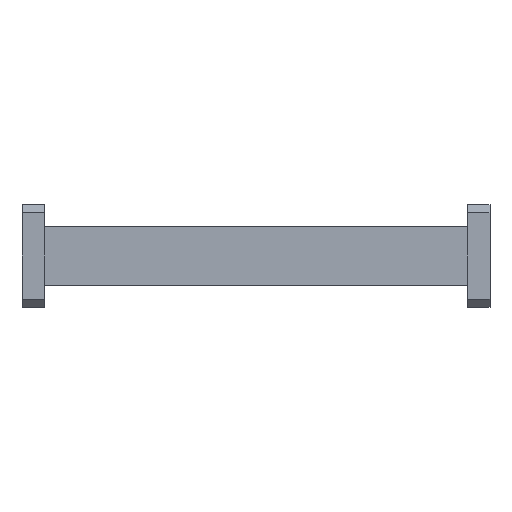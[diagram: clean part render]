
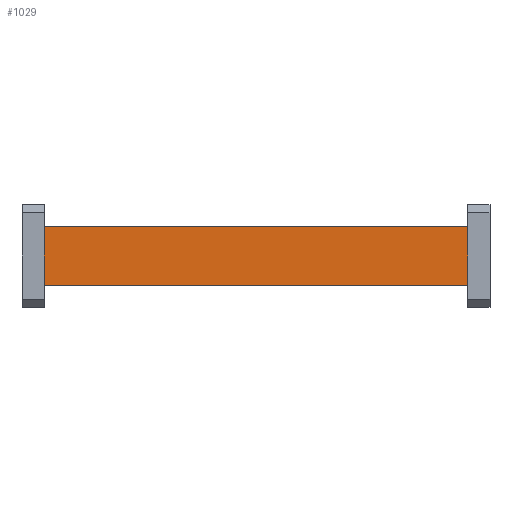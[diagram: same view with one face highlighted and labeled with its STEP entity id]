
A CAD part, front view. The second image highlights one B-rep face of the part: STEP entity #1029.
In plain terms, the highlighted planar face has unit normal (0, -1, 0).
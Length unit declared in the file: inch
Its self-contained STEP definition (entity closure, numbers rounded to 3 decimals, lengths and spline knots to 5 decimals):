
#34 = VERTEX_POINT ( 'NONE', #959 ) ;
#72 = LINE ( 'NONE', #444, #1555 ) ;
#111 = VERTEX_POINT ( 'NONE', #1414 ) ;
#186 = EDGE_CURVE ( 'NONE', #111, #1300, #1056, .T. ) ;
#244 = DIRECTION ( 'NONE',  ( 0., 0., -1. ) ) ;
#256 = CARTESIAN_POINT ( 'NONE',  ( 3.81, -0.125, -0.25 ) ) ;
#279 = VECTOR ( 'NONE', #887, 39.37008 ) ;
#295 = CARTESIAN_POINT ( 'NONE',  ( 3.81, -0.125, -0.25 ) ) ;
#336 = CARTESIAN_POINT ( 'NONE',  ( 3.81, -0.125, 0.25 ) ) ;
#370 = LINE ( 'NONE', #1025, #279 ) ;
#444 = CARTESIAN_POINT ( 'NONE',  ( 3.81, -0.125, 0.25 ) ) ;
#453 = EDGE_LOOP ( 'NONE', ( #520, #1471, #1162, #491 ) ) ;
#491 = ORIENTED_EDGE ( 'NONE', *, *, #1331, .T. ) ;
#499 = FACE_OUTER_BOUND ( 'NONE', #453, .T. ) ;
#520 = ORIENTED_EDGE ( 'NONE', *, *, #952, .T. ) ;
#531 = DIRECTION ( 'NONE',  ( -1., 0., 0. ) ) ;
#535 = VECTOR ( 'NONE', #531, 39.37008 ) ;
#691 = CARTESIAN_POINT ( 'NONE',  ( 0.19, -0.125, -0.25 ) ) ;
#702 = DIRECTION ( 'NONE',  ( -1., 0., 0. ) ) ;
#724 = CARTESIAN_POINT ( 'NONE',  ( 3.81, -0.125, -0.25 ) ) ;
#737 = PLANE ( 'NONE',  #1556 ) ;
#887 = DIRECTION ( 'NONE',  ( 0., 0., -1. ) ) ;
#904 = LINE ( 'NONE', #256, #1129 ) ;
#952 = EDGE_CURVE ( 'NONE', #34, #1300, #370, .T. ) ;
#959 = CARTESIAN_POINT ( 'NONE',  ( 0.19, -0.125, 0.25 ) ) ;
#978 = EDGE_CURVE ( 'NONE', #1009, #111, #904, .T. ) ;
#1009 = VERTEX_POINT ( 'NONE', #336 ) ;
#1025 = CARTESIAN_POINT ( 'NONE',  ( 0.19, -0.125, -0.25 ) ) ;
#1029 = ADVANCED_FACE ( 'NONE', ( #499 ), #737, .F. ) ;
#1056 = LINE ( 'NONE', #295, #535 ) ;
#1129 = VECTOR ( 'NONE', #244, 39.37008 ) ;
#1162 = ORIENTED_EDGE ( 'NONE', *, *, #978, .F. ) ;
#1238 = DIRECTION ( 'NONE',  ( 0., 1., 0. ) ) ;
#1300 = VERTEX_POINT ( 'NONE', #691 ) ;
#1331 = EDGE_CURVE ( 'NONE', #1009, #34, #72, .T. ) ;
#1388 = DIRECTION ( 'NONE',  ( 0., 0., 1. ) ) ;
#1414 = CARTESIAN_POINT ( 'NONE',  ( 3.81, -0.125, -0.25 ) ) ;
#1471 = ORIENTED_EDGE ( 'NONE', *, *, #186, .F. ) ;
#1555 = VECTOR ( 'NONE', #702, 39.37008 ) ;
#1556 = AXIS2_PLACEMENT_3D ( 'NONE', #724, #1238, #1388 ) ;
